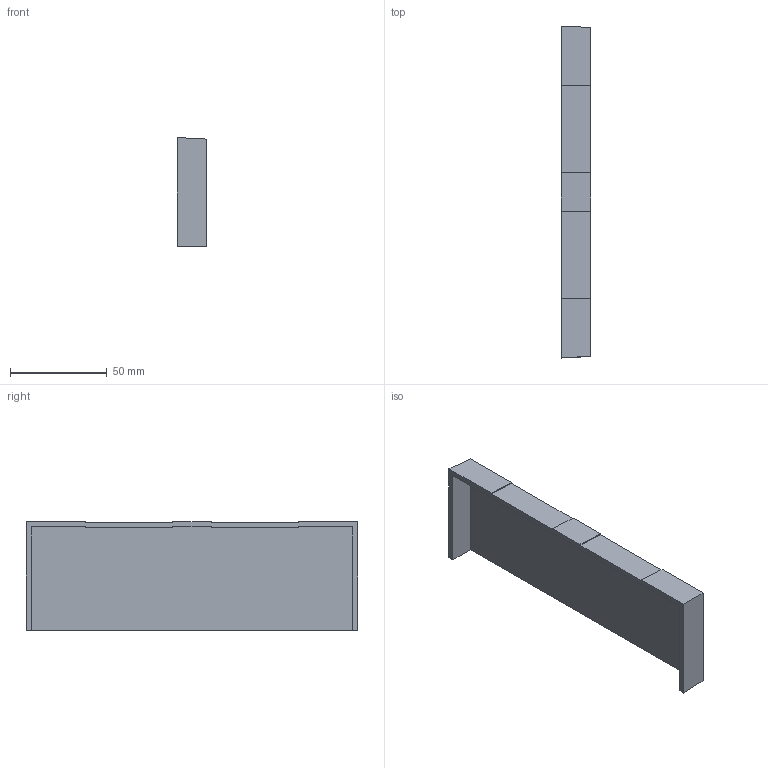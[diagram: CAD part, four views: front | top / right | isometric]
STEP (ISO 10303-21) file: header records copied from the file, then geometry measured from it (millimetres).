
FILE_DESCRIPTION (( 'STEP AP214' ), '1' );
FILE_NAME ('6113472.stp', '2016-05-24T09:26:12', ( '' ), ( '' ), 'SwSTEP 2.0', 'SolidWorks 2014', '' );
FILE_SCHEMA (( 'AUTOMOTIVE_DESIGN' ));
Length unit declared in the file: millimetre
Products named in the file (2): 6113472; 075001_Standard
Assembly tree (1 placements, depth 2):
  6113472
    075001_Standard
Bounding box: 15 x 171.57 x 56.29 mm (x, y, z)
Volume: 27644.9 mm3; surface area: 27255.3 mm2
Topology: 1 solids, 1 shells, 26 faces, 72 edges, 48 vertices
Faces by surface type: plane 26
Entity records: 882 total; most frequent: CARTESIAN_POINT 150, ORIENTED_EDGE 144, DIRECTION 132, EDGE_CURVE 72, VECTOR 72, LINE 72, VERTEX_POINT 48, AXIS2_PLACEMENT_3D 30
